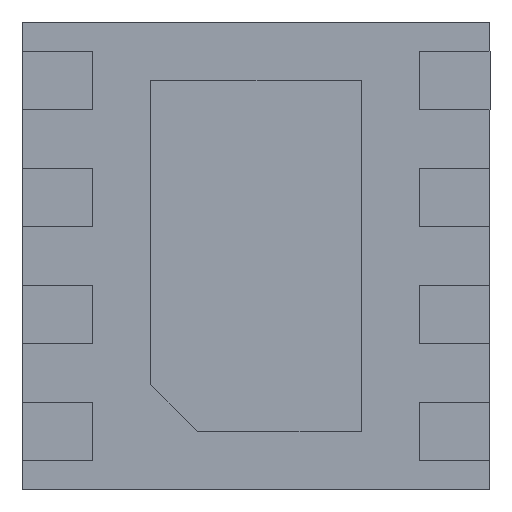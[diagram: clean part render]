
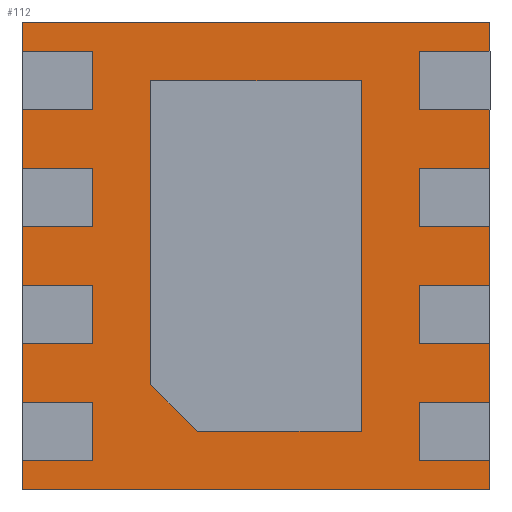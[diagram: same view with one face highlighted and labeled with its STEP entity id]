
A CAD part, front view. The second image highlights one B-rep face of the part: STEP entity #112.
In plain terms, the highlighted planar face has unit normal (0, -1, 0).
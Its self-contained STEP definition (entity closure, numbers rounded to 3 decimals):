
#87 = DIRECTION ( 'NONE',  ( -1., 0., 0. ) ) ;
#112 = ADVANCED_FACE ( 'NONE', ( #1676 ), #760, .T. ) ;
#145 = LINE ( 'NONE', #719, #557 ) ;
#150 = ORIENTED_EDGE ( 'NONE', *, *, #1811, .F. ) ;
#256 = EDGE_CURVE ( 'NONE', #727, #1591, #1260, .T. ) ;
#258 = VECTOR ( 'NONE', #1366, 1000. ) ;
#320 = DIRECTION ( 'NONE',  ( 0., -1., 0. ) ) ;
#374 = LINE ( 'NONE', #1549, #1045 ) ;
#400 = VERTEX_POINT ( 'NONE', #1685 ) ;
#463 = DIRECTION ( 'NONE',  ( 0., 0., -1. ) ) ;
#557 = VECTOR ( 'NONE', #880, 1000. ) ;
#654 = CARTESIAN_POINT ( 'NONE',  ( 1., 0.05, 1. ) ) ;
#719 = CARTESIAN_POINT ( 'NONE',  ( 1., 0.05, 1. ) ) ;
#727 = VERTEX_POINT ( 'NONE', #1368 ) ;
#760 = PLANE ( 'NONE',  #843 ) ;
#843 = AXIS2_PLACEMENT_3D ( 'NONE', #1665, #320, #463 ) ;
#879 = ORIENTED_EDGE ( 'NONE', *, *, #932, .F. ) ;
#880 = DIRECTION ( 'NONE',  ( 0., 0., -1. ) ) ;
#932 = EDGE_CURVE ( 'NONE', #1591, #400, #145, .T. ) ;
#1045 = VECTOR ( 'NONE', #87, 1000. ) ;
#1144 = ORIENTED_EDGE ( 'NONE', *, *, #1264, .F. ) ;
#1260 = LINE ( 'NONE', #1861, #1805 ) ;
#1264 = EDGE_CURVE ( 'NONE', #400, #1499, #374, .T. ) ;
#1299 = EDGE_LOOP ( 'NONE', ( #879, #1439, #150, #1144 ) ) ;
#1366 = DIRECTION ( 'NONE',  ( 0., 0., 1. ) ) ;
#1368 = CARTESIAN_POINT ( 'NONE',  ( -1., 0.05, 1. ) ) ;
#1439 = ORIENTED_EDGE ( 'NONE', *, *, #256, .F. ) ;
#1471 = CARTESIAN_POINT ( 'NONE',  ( -1., 0.05, -1. ) ) ;
#1499 = VERTEX_POINT ( 'NONE', #1471 ) ;
#1549 = CARTESIAN_POINT ( 'NONE',  ( -1., 0.05, -1. ) ) ;
#1555 = LINE ( 'NONE', #1857, #258 ) ;
#1567 = DIRECTION ( 'NONE',  ( 1., 0., 0. ) ) ;
#1591 = VERTEX_POINT ( 'NONE', #654 ) ;
#1665 = CARTESIAN_POINT ( 'NONE',  ( 0., 0.05, 0. ) ) ;
#1676 = FACE_OUTER_BOUND ( 'NONE', #1299, .T. ) ;
#1685 = CARTESIAN_POINT ( 'NONE',  ( 1., 0.05, -1. ) ) ;
#1805 = VECTOR ( 'NONE', #1567, 1000. ) ;
#1811 = EDGE_CURVE ( 'NONE', #1499, #727, #1555, .T. ) ;
#1857 = CARTESIAN_POINT ( 'NONE',  ( -1., 0.05, 1. ) ) ;
#1861 = CARTESIAN_POINT ( 'NONE',  ( -1., 0.05, 1. ) ) ;
